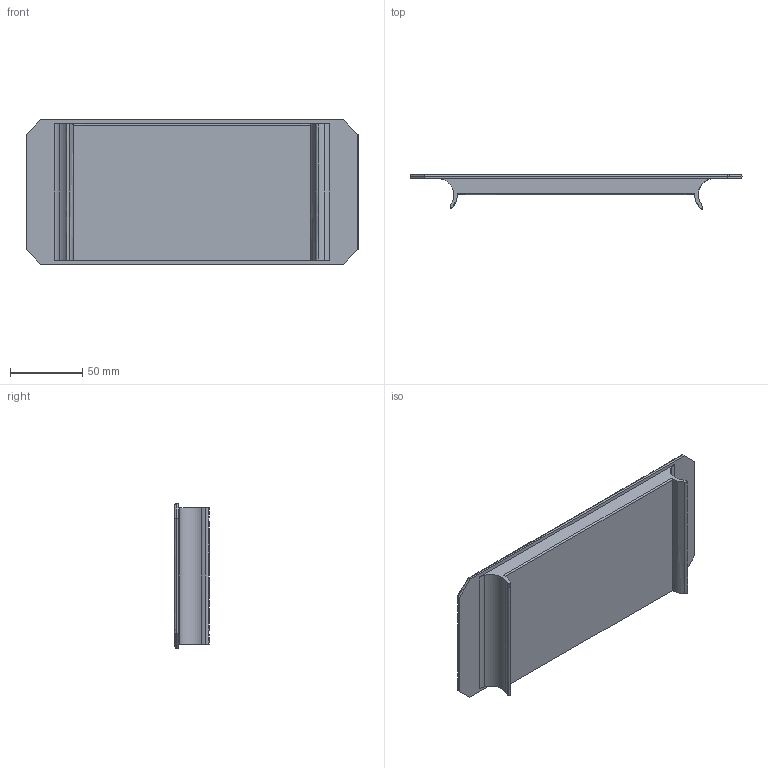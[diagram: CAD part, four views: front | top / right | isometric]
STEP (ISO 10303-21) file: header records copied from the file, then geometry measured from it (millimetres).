
FILE_DESCRIPTION (( 'STEP AP214' ), '1' );
FILE_NAME ('揣襄累裔.STEP', '2023-08-10T05:42:00', ( '' ), ( '' ), 'SwSTEP 2.0', 'SolidWorks 2023', '' );
FILE_SCHEMA (( 'AUTOMOTIVE_DESIGN' ));
Length unit declared in the file: millimetre
Products named in the file (1): 储粮仓盖
Bounding box: 230.11 x 23.61 x 100 mm (x, y, z)
Volume: 86603.1 mm3; surface area: 68920.7 mm2
Topology: 1 solids, 1 shells, 49 faces, 127 edges, 82 vertices
Faces by surface type: bspline 29, plane 20
Entity records: 3709 total; most frequent: CARTESIAN_POINT 2755, ORIENTED_EDGE 254, EDGE_CURVE 127, B_SPLINE_CURVE_WITH_KNOTS 90, VERTEX_POINT 82, DIRECTION 79, EDGE_LOOP 51, FACE_OUTER_BOUND 49
